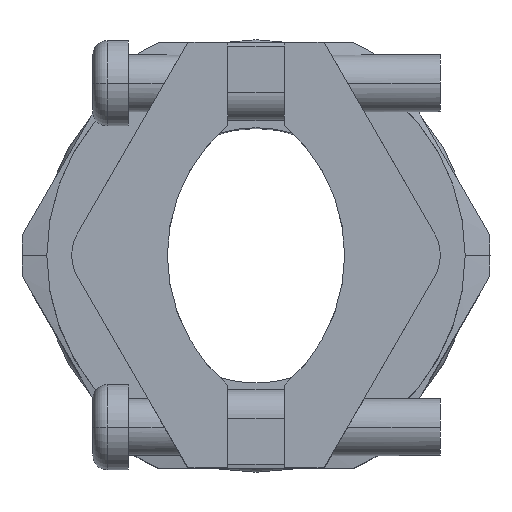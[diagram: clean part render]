
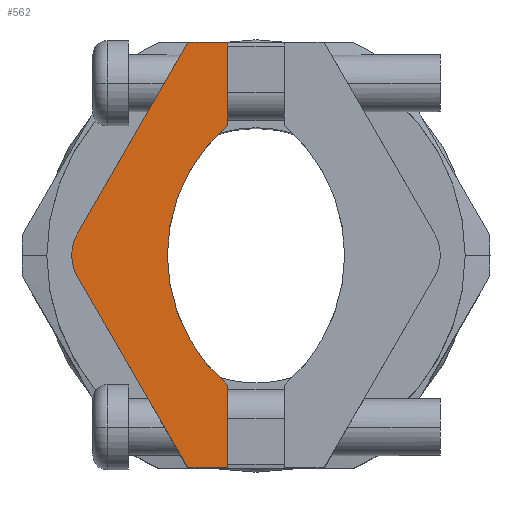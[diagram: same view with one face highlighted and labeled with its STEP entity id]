
A CAD part, top view. The second image highlights one B-rep face of the part: STEP entity #562.
In plain terms, the highlighted planar face has unit normal (0, 0, 1).
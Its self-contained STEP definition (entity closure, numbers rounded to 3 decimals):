
#153 = VERTEX_POINT ( 'NONE', #1887 ) ;
#159 = VERTEX_POINT ( 'NONE', #1971 ) ;
#275 = EDGE_CURVE ( 'NONE', #159, #153, #2040, .T. ) ;
#348 = EDGE_CURVE ( 'NONE', #4570, #1274, #2206, .T. ) ;
#417 = VERTEX_POINT ( 'NONE', #2248 ) ;
#505 = EDGE_LOOP ( 'NONE', ( #566, #554, #558, #514, #553, #564, #552, #518, #508, #512, #571, #511, #573, #570 ) ) ;
#508 = ORIENTED_EDGE ( 'NONE', *, *, #275, .T. ) ;
#509 = EDGE_CURVE ( 'NONE', #1274, #159, #2449, .T. ) ;
#511 = ORIENTED_EDGE ( 'NONE', *, *, #556, .T. ) ;
#512 = ORIENTED_EDGE ( 'NONE', *, *, #615, .T. ) ;
#514 = ORIENTED_EDGE ( 'NONE', *, *, #1266, .T. ) ;
#518 = ORIENTED_EDGE ( 'NONE', *, *, #509, .T. ) ;
#552 = ORIENTED_EDGE ( 'NONE', *, *, #348, .T. ) ;
#553 = ORIENTED_EDGE ( 'NONE', *, *, #607, .T. ) ;
#554 = ORIENTED_EDGE ( 'NONE', *, *, #1539, .T. ) ;
#556 = EDGE_CURVE ( 'NONE', #599, #4512, #2496, .T. ) ;
#558 = ORIENTED_EDGE ( 'NONE', *, *, #567, .T. ) ;
#562 = ADVANCED_FACE ( 'NONE', ( #2494 ), #2391, .T. ) ;
#564 = ORIENTED_EDGE ( 'NONE', *, *, #4435, .T. ) ;
#565 = EDGE_CURVE ( 'NONE', #4535, #614, #2471, .T. ) ;
#566 = ORIENTED_EDGE ( 'NONE', *, *, #605, .T. ) ;
#567 = EDGE_CURVE ( 'NONE', #1435, #1329, #2505, .T. ) ;
#570 = ORIENTED_EDGE ( 'NONE', *, *, #565, .T. ) ;
#571 = ORIENTED_EDGE ( 'NONE', *, *, #620, .T. ) ;
#573 = ORIENTED_EDGE ( 'NONE', *, *, #4451, .T. ) ;
#599 = VERTEX_POINT ( 'NONE', #2554 ) ;
#605 = EDGE_CURVE ( 'NONE', #614, #1337, #2654, .T. ) ;
#607 = EDGE_CURVE ( 'NONE', #1304, #4507, #2658, .T. ) ;
#614 = VERTEX_POINT ( 'NONE', #2679 ) ;
#615 = EDGE_CURVE ( 'NONE', #153, #417, #2534, .T. ) ;
#620 = EDGE_CURVE ( 'NONE', #417, #599, #2566, .T. ) ;
#1266 = EDGE_CURVE ( 'NONE', #1329, #1304, #3587, .T. ) ;
#1274 = VERTEX_POINT ( 'NONE', #3643 ) ;
#1304 = VERTEX_POINT ( 'NONE', #3648 ) ;
#1329 = VERTEX_POINT ( 'NONE', #3581 ) ;
#1337 = VERTEX_POINT ( 'NONE', #3260 ) ;
#1435 = VERTEX_POINT ( 'NONE', #3965 ) ;
#1539 = EDGE_CURVE ( 'NONE', #1337, #1435, #4089, .T. ) ;
#1887 = CARTESIAN_POINT ( 'NONE',  ( -2., 15., 39. ) ) ;
#1971 = CARTESIAN_POINT ( 'NONE',  ( -2., 14.75, 39. ) ) ;
#2033 = DIRECTION ( 'NONE',  ( 0., 1., 0. ) ) ;
#2034 = VECTOR ( 'NONE', #2033, 1000. ) ;
#2035 = CARTESIAN_POINT ( 'NONE',  ( -2., 9.162, 39. ) ) ;
#2040 = LINE ( 'NONE', #2035, #2034 ) ;
#2175 = DIRECTION ( 'NONE',  ( 0., 1., 0. ) ) ;
#2176 = VECTOR ( 'NONE', #2175, 1000. ) ;
#2177 = CARTESIAN_POINT ( 'NONE',  ( -2., 9.162, 39. ) ) ;
#2206 = LINE ( 'NONE', #2177, #2176 ) ;
#2248 = CARTESIAN_POINT ( 'NONE',  ( -4.804, 15., 39. ) ) ;
#2385 = AXIS2_PLACEMENT_3D ( 'NONE', #2476, #2475, #2474 ) ;
#2386 = DIRECTION ( 'NONE',  ( 1., 0., 0. ) ) ;
#2387 = DIRECTION ( 'NONE',  ( 0., 0., 1. ) ) ;
#2388 = CARTESIAN_POINT ( 'NONE',  ( -10., 0., 39. ) ) ;
#2389 = AXIS2_PLACEMENT_3D ( 'NONE', #2388, #2387, #2386 ) ;
#2391 = PLANE ( 'NONE',  #2385 ) ;
#2449 = LINE ( 'NONE', #2499, #2457 ) ;
#2456 = DIRECTION ( 'NONE',  ( 0., 1., 0. ) ) ;
#2457 = VECTOR ( 'NONE', #2456, 1000. ) ;
#2469 = VECTOR ( 'NONE', #2506, 1000. ) ;
#2470 = CARTESIAN_POINT ( 'NONE',  ( -4.804, -15., 39. ) ) ;
#2471 = LINE ( 'NONE', #2470, #2469 ) ;
#2474 = DIRECTION ( 'NONE',  ( 1., 0., 0. ) ) ;
#2475 = DIRECTION ( 'NONE',  ( 0., 0., 1. ) ) ;
#2476 = CARTESIAN_POINT ( 'NONE',  ( -10., 0., 39. ) ) ;
#2494 = FACE_OUTER_BOUND ( 'NONE', #505, .T. ) ;
#2496 = CIRCLE ( 'NONE', #2389, 3. ) ;
#2499 = CARTESIAN_POINT ( 'NONE',  ( -2., 9.162, 39. ) ) ;
#2502 = DIRECTION ( 'NONE',  ( 0., 1., 0. ) ) ;
#2503 = VECTOR ( 'NONE', #2502, 1000. ) ;
#2504 = CARTESIAN_POINT ( 'NONE',  ( -2., -9.162, 39. ) ) ;
#2505 = LINE ( 'NONE', #2504, #2503 ) ;
#2506 = DIRECTION ( 'NONE',  ( 0.5, -0.866, 0. ) ) ;
#2513 = DIRECTION ( 'NONE',  ( 1., 0., 0. ) ) ;
#2529 = CARTESIAN_POINT ( 'NONE',  ( -2., -15., 39. ) ) ;
#2530 = VECTOR ( 'NONE', #2513, 1000. ) ;
#2534 = LINE ( 'NONE', #2667, #2666 ) ;
#2536 = DIRECTION ( 'NONE',  ( -0.5, -0.866, 0. ) ) ;
#2537 = VECTOR ( 'NONE', #2536, 1000. ) ;
#2554 = CARTESIAN_POINT ( 'NONE',  ( -12.598, 1.5, 39. ) ) ;
#2565 = CARTESIAN_POINT ( 'NONE',  ( -4.804, 15., 39. ) ) ;
#2566 = LINE ( 'NONE', #2565, #2537 ) ;
#2646 = AXIS2_PLACEMENT_3D ( 'NONE', #2657, #2656, #2655 ) ;
#2654 = LINE ( 'NONE', #2529, #2530 ) ;
#2655 = DIRECTION ( 'NONE',  ( 1., 0., 0. ) ) ;
#2656 = DIRECTION ( 'NONE',  ( 0., 0., -1. ) ) ;
#2657 = CARTESIAN_POINT ( 'NONE',  ( 5.75, 0., 39. ) ) ;
#2658 = CIRCLE ( 'NONE', #2646, 12. ) ;
#2665 = DIRECTION ( 'NONE',  ( -1., 0., 0. ) ) ;
#2666 = VECTOR ( 'NONE', #2665, 1000. ) ;
#2667 = CARTESIAN_POINT ( 'NONE',  ( -2., 15., 39. ) ) ;
#2679 = CARTESIAN_POINT ( 'NONE',  ( -4.804, -15., 39. ) ) ;
#3260 = CARTESIAN_POINT ( 'NONE',  ( -2., -15., 39. ) ) ;
#3581 = CARTESIAN_POINT ( 'NONE',  ( -2., -10.177, 39. ) ) ;
#3587 = LINE ( 'NONE', #3651, #3630 ) ;
#3604 = DIRECTION ( 'NONE',  ( 0., 1., 0. ) ) ;
#3630 = VECTOR ( 'NONE', #3604, 1000. ) ;
#3643 = CARTESIAN_POINT ( 'NONE',  ( -2., 10.177, 39. ) ) ;
#3648 = CARTESIAN_POINT ( 'NONE',  ( -2., -9.162, 39. ) ) ;
#3651 = CARTESIAN_POINT ( 'NONE',  ( -2., -9.162, 39. ) ) ;
#3965 = CARTESIAN_POINT ( 'NONE',  ( -2., -14.75, 39. ) ) ;
#3994 = DIRECTION ( 'NONE',  ( 1., 0., 0. ) ) ;
#3995 = DIRECTION ( 'NONE',  ( 0., 0., -1. ) ) ;
#3996 = CARTESIAN_POINT ( 'NONE',  ( 5.75, 0., 39. ) ) ;
#4086 = DIRECTION ( 'NONE',  ( 0., 1., 0. ) ) ;
#4087 = VECTOR ( 'NONE', #4086, 1000. ) ;
#4088 = CARTESIAN_POINT ( 'NONE',  ( -2., -9.162, 39. ) ) ;
#4089 = LINE ( 'NONE', #4088, #4087 ) ;
#4102 = CIRCLE ( 'NONE', #4114, 12. ) ;
#4114 = AXIS2_PLACEMENT_3D ( 'NONE', #3996, #3995, #3994 ) ;
#4140 = DIRECTION ( 'NONE',  ( 1., 0., 0. ) ) ;
#4153 = CARTESIAN_POINT ( 'NONE',  ( -6.25, 0., 39. ) ) ;
#4160 = CARTESIAN_POINT ( 'NONE',  ( -13., 0., 39. ) ) ;
#4171 = DIRECTION ( 'NONE',  ( 0., 0., 1. ) ) ;
#4172 = CARTESIAN_POINT ( 'NONE',  ( -10., 0., 39. ) ) ;
#4251 = AXIS2_PLACEMENT_3D ( 'NONE', #4172, #4171, #4140 ) ;
#4262 = CIRCLE ( 'NONE', #4251, 3. ) ;
#4284 = CARTESIAN_POINT ( 'NONE',  ( -12.598, -1.5, 39. ) ) ;
#4408 = CARTESIAN_POINT ( 'NONE',  ( -2., 9.162, 39. ) ) ;
#4435 = EDGE_CURVE ( 'NONE', #4507, #4570, #4102, .T. ) ;
#4451 = EDGE_CURVE ( 'NONE', #4512, #4535, #4262, .T. ) ;
#4507 = VERTEX_POINT ( 'NONE', #4153 ) ;
#4512 = VERTEX_POINT ( 'NONE', #4160 ) ;
#4535 = VERTEX_POINT ( 'NONE', #4284 ) ;
#4570 = VERTEX_POINT ( 'NONE', #4408 ) ;
